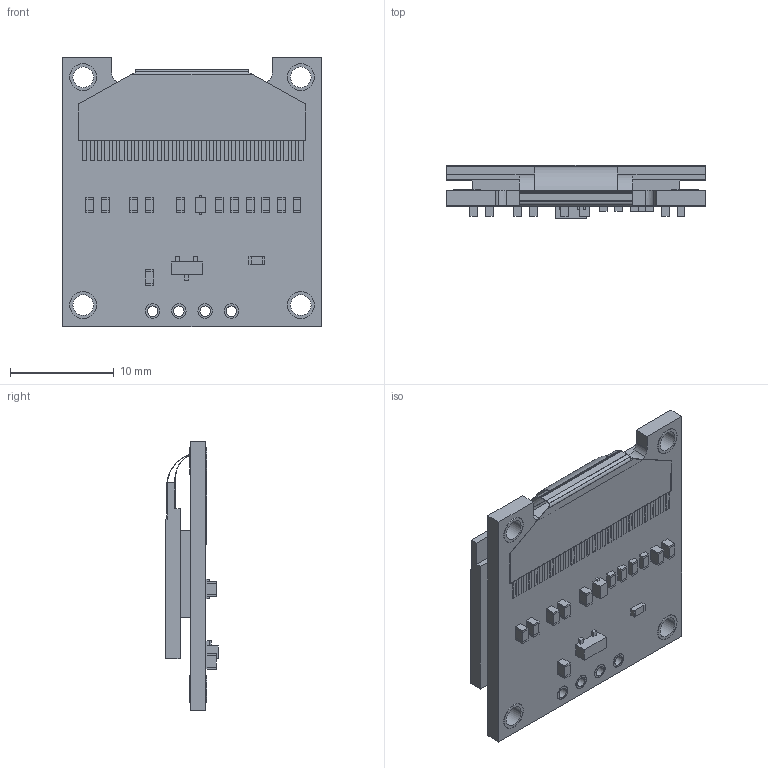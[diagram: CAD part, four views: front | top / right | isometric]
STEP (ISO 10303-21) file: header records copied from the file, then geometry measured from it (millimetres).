
FILE_DESCRIPTION (( 'STEP AP203' ), '1' );
FILE_NAME ('OSSD-128x64.STEP', '2024-04-23T15:01:20', ( '' ), ( '' ), 'SwSTEP 2.0', 'SolidWorks 2023', '' );
FILE_SCHEMA (( 'CONFIG_CONTROL_DESIGN' ));
Length unit declared in the file: millimetre
Products named in the file (1): OSSD-128x64
Bounding box: 25 x 5.1 x 26 mm (x, y, z)
Volume: 1646.3 mm3; surface area: 2365.7 mm2
Topology: 1 solids, 1 shells, 449 faces, 1380 edges, 977 vertices
Faces by surface type: plane 377, cylinder 72
Entity records: 15820 total; most frequent: CARTESIAN_POINT 3430, ORIENTED_EDGE 2760, DIRECTION 2245, EDGE_CURVE 1380, VECTOR 1045, LINE 1045, VERTEX_POINT 977, AXIS2_PLACEMENT_3D 600
